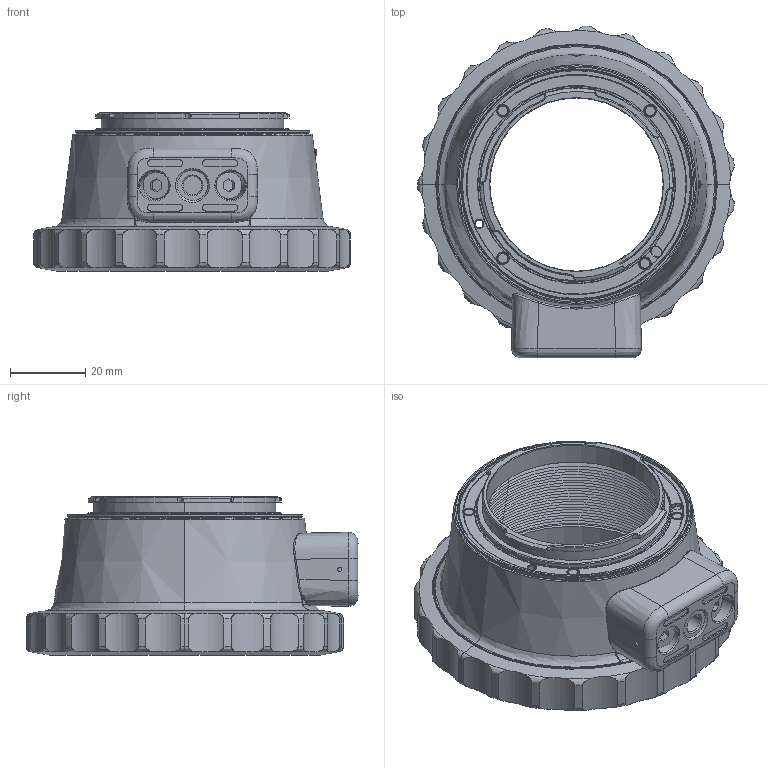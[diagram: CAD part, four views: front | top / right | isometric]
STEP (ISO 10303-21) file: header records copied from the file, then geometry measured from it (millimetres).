
FILE_DESCRIPTION (( 'STEP AP214' ), '1' );
FILE_NAME ('SIGMA_MC-31_PL-L_ver1.STEP', '2019-10-01T05:17:35', ( '' ), ( '' ), 'SwSTEP 2.0', 'SolidWorks 2016', '' );
FILE_SCHEMA (( 'AUTOMOTIVE_DESIGN' ));
Length unit declared in the file: millimetre
Products named in the file (1): SIGMA_MC-31_PL-L_ver1
Bounding box: 84.14 x 88.16 x 42.1 mm (x, y, z)
Volume: 71743.2 mm3; surface area: 31396.1 mm2
Topology: 2 solids, 7 shells, 875 faces, 2126 edges, 1323 vertices
Faces by surface type: cylinder 253, cone 227, plane 216, bspline 161, torus 16, sphere 2
Entity records: 46621 total; most frequent: CARTESIAN_POINT 17676, ORIENTED_EDGE 4244, DIRECTION 3776, EDGE_CURVE 2122, AXIS2_PLACEMENT_3D 1517, VERTEX_POINT 1323, EDGE_LOOP 941, UNCERTAINTY_MEASURE_WITH_UNIT 879
